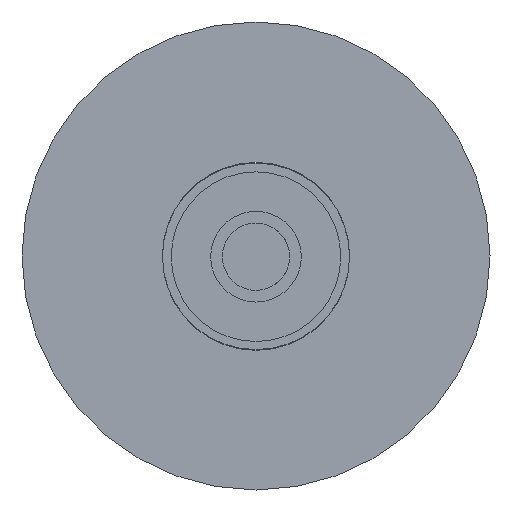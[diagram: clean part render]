
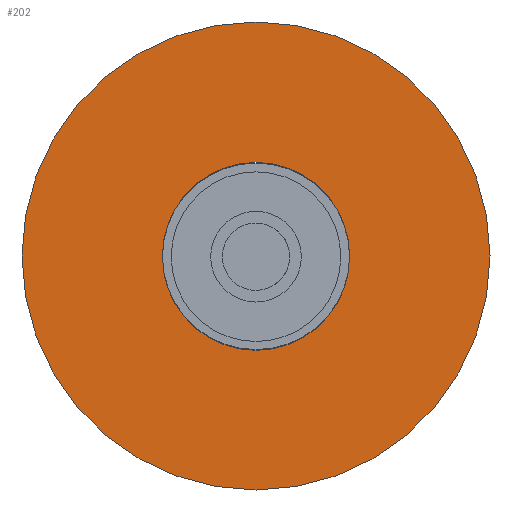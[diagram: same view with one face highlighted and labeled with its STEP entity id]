
A CAD part, front view. The second image highlights one B-rep face of the part: STEP entity #202.
In plain terms, the highlighted planar face has unit normal (0, -1, 0).
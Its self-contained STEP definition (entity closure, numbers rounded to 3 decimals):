
#127=CARTESIAN_POINT('Vertex',(0.,0.,40.)) ;
#132=CARTESIAN_POINT('Axis2P3D Location',(0.,0.,0.)) ;
#136=CARTESIAN_POINT('Vertex',(0.,0.,-40.)) ;
#158=CARTESIAN_POINT('Axis2P3D Location',(0.,0.,0.)) ;
#175=CARTESIAN_POINT('Axis2P3D Location',(-120.,0.,-120.)) ;
#184=CARTESIAN_POINT('Axis2P3D Location',(0.,0.,0.)) ;
#188=CARTESIAN_POINT('Vertex',(0.,0.,-16.)) ;
#190=CARTESIAN_POINT('Vertex',(0.,0.,16.)) ;
#193=CARTESIAN_POINT('Axis2P3D Location',(0.,0.,0.)) ;
#133=DIRECTION('Axis2P3D Direction',(0.,1.,0.)) ;
#159=DIRECTION('Axis2P3D Direction',(0.,1.,0.)) ;
#176=DIRECTION('Axis2P3D Direction',(0.,1.,-0.)) ;
#177=DIRECTION('Axis2P3D XDirection',(-1.,0.,0.)) ;
#185=DIRECTION('Axis2P3D Direction',(0.,1.,-0.)) ;
#194=DIRECTION('Axis2P3D Direction',(0.,1.,-0.)) ;
#134=AXIS2_PLACEMENT_3D('Circle Axis2P3D',#132,#133,$) ;
#160=AXIS2_PLACEMENT_3D('Circle Axis2P3D',#158,#159,$) ;
#178=AXIS2_PLACEMENT_3D('Plane Axis2P3D',#175,#176,#177) ;
#186=AXIS2_PLACEMENT_3D('Circle Axis2P3D',#184,#185,$) ;
#195=AXIS2_PLACEMENT_3D('Circle Axis2P3D',#193,#194,$) ;
#135=CIRCLE('generated circle',#134,40.) ;
#161=CIRCLE('generated circle',#160,40.) ;
#187=CIRCLE('generated circle',#186,16.) ;
#196=CIRCLE('generated circle',#195,16.) ;
#179=PLANE('',#178) ;
#201=FACE_BOUND('',#198,.T.) ;
#138=EDGE_CURVE('',#128,#137,#135,.T.) ;
#162=EDGE_CURVE('',#137,#128,#161,.T.) ;
#192=EDGE_CURVE('',#189,#191,#187,.T.) ;
#197=EDGE_CURVE('',#191,#189,#196,.T.) ;
#181=ORIENTED_EDGE('',*,*,#162,.F.) ;
#182=ORIENTED_EDGE('',*,*,#138,.F.) ;
#199=ORIENTED_EDGE('',*,*,#192,.T.) ;
#200=ORIENTED_EDGE('',*,*,#197,.T.) ;
#180=EDGE_LOOP('',(#181,#182)) ;
#198=EDGE_LOOP('',(#199,#200)) ;
#128=VERTEX_POINT('',#127) ;
#137=VERTEX_POINT('',#136) ;
#189=VERTEX_POINT('',#188) ;
#191=VERTEX_POINT('',#190) ;
#202=ADVANCED_FACE('Tondo.1.1.7',(#183,#201),#179,.F.) ;
#183=FACE_OUTER_BOUND('',#180,.T.) ;
